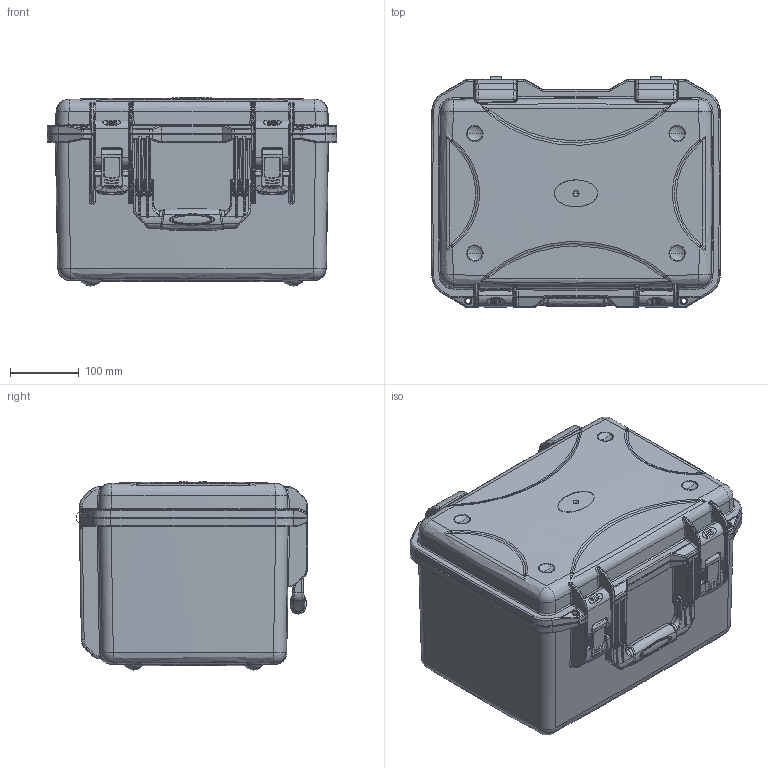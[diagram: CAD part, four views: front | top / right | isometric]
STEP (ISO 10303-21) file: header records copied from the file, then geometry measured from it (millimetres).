
FILE_DESCRIPTION((''),'2;1');
FILE_NAME('5004CP_ASM','2018-05-29T',('Administrator'),(''),'PRO/ENGINEER BY PARAMETRIC TECHNOLOGY CORPORATION, 2009440','PRO/ENGINEER BY PARAMETRIC TECHNOLOGY CORPORATION, 2009440','');
FILE_SCHEMA(('CONFIG_CONTROL_DESIGN'));
Length unit declared in the file: millimetre
Products named in the file (12): MANIFOLD_SOLID_BREP_97506_; MANIFOLD_SOLID_BREP_153193_; ASM0007__ASM; CP_1LASUO-GAI_X_1_; CP_1LASUO-ZUO_X_1_; LASUO-X_ASM_1__ASM; LASUO4TH_; LASUO4GOU_; LASUO4KOUXIALA_; LASUO4__ASM; PRT0014__; 5004CP_ASM
Assembly tree (12 placements, depth 4):
  5004CP_ASM
    ASM0007__ASM
      MANIFOLD_SOLID_BREP_97506_
      MANIFOLD_SOLID_BREP_153193_
    LASUO4__ASM  x2
      LASUO-X_ASM_1__ASM
        CP_1LASUO-GAI_X_1_
        CP_1LASUO-ZUO_X_1_
      LASUO4TH_
      LASUO4GOU_
      LASUO4KOUXIALA_
    PRT0014__
Bounding box: 420.93 x 335.37 x 272.93 mm (x, y, z)
Volume: 2316275.5 mm3; surface area: 1393290.9 mm2
Topology: 13 solids, 19 shells, 4009 faces, 10162 edges, 5998 vertices
Faces by surface type: cylinder 1312, bspline 1183, plane 741, torus 449, cone 156, sphere 146, extrusion 20, revolution 2
Entity records: 188156 total; most frequent: CARTESIAN_POINT 121705, ORIENTED_EDGE 15595, DIRECTION 10967, EDGE_CURVE 7817, VERTEX_POINT 4684, AXIS2_PLACEMENT_3D 4347, B_SPLINE_CURVE_WITH_KNOTS 3451, EDGE_LOOP 3277
